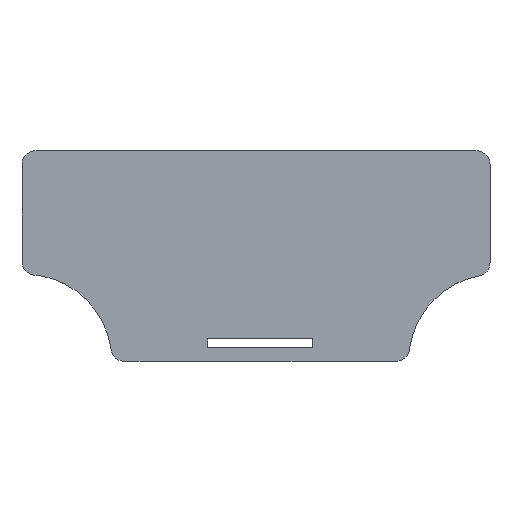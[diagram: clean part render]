
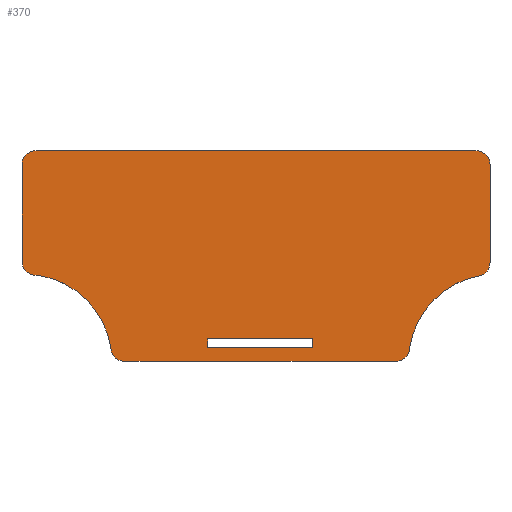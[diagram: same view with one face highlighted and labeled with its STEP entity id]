
A CAD part, top view. The second image highlights one B-rep face of the part: STEP entity #370.
In plain terms, the highlighted planar face has unit normal (0, 0, 1).
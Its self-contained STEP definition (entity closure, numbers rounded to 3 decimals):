
#16=FACE_BOUND('',#71,.T.);
#18=CIRCLE('',#397,5.);
#26=CIRCLE('',#407,5.);
#27=CIRCLE('',#410,31.);
#28=CIRCLE('',#412,31.);
#29=CIRCLE('',#414,5.);
#30=CIRCLE('',#417,5.);
#31=CIRCLE('',#418,5.);
#32=CIRCLE('',#419,5.);
#50=FACE_OUTER_BOUND('',#70,.T.);
#70=EDGE_LOOP('',(#296,#297,#298,#299,#300,#301,#302,#303,#304,#305,#306,
#307,#308,#309));
#71=EDGE_LOOP('',(#310,#311,#312,#313));
#83=LINE('',#546,#120);
#98=LINE('',#596,#135);
#99=LINE('',#597,#136);
#104=LINE('',#614,#141);
#106=LINE('',#620,#143);
#107=LINE('',#623,#144);
#108=LINE('',#626,#145);
#109=LINE('',#628,#146);
#110=LINE('',#630,#147);
#111=LINE('',#631,#148);
#120=VECTOR('',#435,10.);
#135=VECTOR('',#478,10.);
#136=VECTOR('',#479,10.);
#141=VECTOR('',#498,10.);
#143=VECTOR('',#504,10.);
#144=VECTOR('',#507,10.);
#145=VECTOR('',#510,10.);
#146=VECTOR('',#511,10.);
#147=VECTOR('',#512,10.);
#148=VECTOR('',#513,10.);
#157=VERTEX_POINT('',#543);
#158=VERTEX_POINT('',#545);
#161=VERTEX_POINT('',#552);
#162=VERTEX_POINT('',#554);
#177=VERTEX_POINT('',#589);
#178=VERTEX_POINT('',#590);
#179=VERTEX_POINT('',#595);
#180=VERTEX_POINT('',#599);
#181=VERTEX_POINT('',#603);
#182=VERTEX_POINT('',#607);
#183=VERTEX_POINT('',#609);
#184=VERTEX_POINT('',#613);
#185=VERTEX_POINT('',#617);
#186=VERTEX_POINT('',#619);
#187=VERTEX_POINT('',#622);
#188=VERTEX_POINT('',#624);
#189=VERTEX_POINT('',#627);
#190=VERTEX_POINT('',#629);
#193=EDGE_CURVE('',#158,#157,#83,.T.);
#197=EDGE_CURVE('',#161,#162,#18,.T.);
#215=EDGE_CURVE('',#177,#178,#26,.T.);
#218=EDGE_CURVE('',#178,#179,#98,.T.);
#219=EDGE_CURVE('',#179,#161,#99,.T.);
#220=EDGE_CURVE('',#180,#162,#27,.T.);
#223=EDGE_CURVE('',#177,#181,#28,.T.);
#225=EDGE_CURVE('',#182,#183,#29,.T.);
#227=EDGE_CURVE('',#184,#183,#104,.T.);
#229=EDGE_CURVE('',#185,#181,#30,.T.);
#230=EDGE_CURVE('',#186,#185,#106,.T.);
#231=EDGE_CURVE('',#184,#186,#31,.T.);
#232=EDGE_CURVE('',#187,#182,#107,.T.);
#233=EDGE_CURVE('',#188,#187,#32,.T.);
#234=EDGE_CURVE('',#180,#188,#108,.T.);
#235=EDGE_CURVE('',#157,#189,#109,.T.);
#236=EDGE_CURVE('',#190,#189,#110,.T.);
#237=EDGE_CURVE('',#190,#158,#111,.T.);
#296=ORIENTED_EDGE('',*,*,#218,.F.);
#297=ORIENTED_EDGE('',*,*,#215,.F.);
#298=ORIENTED_EDGE('',*,*,#223,.T.);
#299=ORIENTED_EDGE('',*,*,#229,.F.);
#300=ORIENTED_EDGE('',*,*,#230,.F.);
#301=ORIENTED_EDGE('',*,*,#231,.F.);
#302=ORIENTED_EDGE('',*,*,#227,.T.);
#303=ORIENTED_EDGE('',*,*,#225,.F.);
#304=ORIENTED_EDGE('',*,*,#232,.F.);
#305=ORIENTED_EDGE('',*,*,#233,.F.);
#306=ORIENTED_EDGE('',*,*,#234,.F.);
#307=ORIENTED_EDGE('',*,*,#220,.T.);
#308=ORIENTED_EDGE('',*,*,#197,.F.);
#309=ORIENTED_EDGE('',*,*,#219,.F.);
#310=ORIENTED_EDGE('',*,*,#193,.T.);
#311=ORIENTED_EDGE('',*,*,#235,.T.);
#312=ORIENTED_EDGE('',*,*,#236,.F.);
#313=ORIENTED_EDGE('',*,*,#237,.T.);
#354=PLANE('',#416);
#370=ADVANCED_FACE('',(#50,#16),#354,.T.);
#397=AXIS2_PLACEMENT_3D('',#555,#442,#443);
#407=AXIS2_PLACEMENT_3D('',#591,#472,#473);
#410=AXIS2_PLACEMENT_3D('',#600,#482,#483);
#412=AXIS2_PLACEMENT_3D('',#605,#488,#489);
#414=AXIS2_PLACEMENT_3D('',#610,#493,#494);
#416=AXIS2_PLACEMENT_3D('',#616,#500,#501);
#417=AXIS2_PLACEMENT_3D('',#618,#502,#503);
#418=AXIS2_PLACEMENT_3D('',#621,#505,#506);
#419=AXIS2_PLACEMENT_3D('',#625,#508,#509);
#435=DIRECTION('',(-1.,0.,0.));
#442=DIRECTION('center_axis',(0.,0.,-1.));
#443=DIRECTION('ref_axis',(-0.707,-0.707,0.));
#472=DIRECTION('center_axis',(0.,0.,-1.));
#473=DIRECTION('ref_axis',(0.707,-0.707,0.));
#478=DIRECTION('',(-1.,0.,0.));
#479=DIRECTION('',(-1.,0.,0.));
#482=DIRECTION('center_axis',(0.,0.,-1.));
#483=DIRECTION('ref_axis',(-1.,0.,0.));
#488=DIRECTION('center_axis',(0.,0.,-1.));
#489=DIRECTION('ref_axis',(-1.,0.,0.));
#493=DIRECTION('center_axis',(0.,0.,-1.));
#494=DIRECTION('ref_axis',(-0.707,0.707,0.));
#498=DIRECTION('',(-1.,0.,0.));
#500=DIRECTION('center_axis',(0.,0.,1.));
#501=DIRECTION('ref_axis',(1.,0.,0.));
#502=DIRECTION('center_axis',(0.,0.,-1.));
#503=DIRECTION('ref_axis',(0.4,-0.917,0.));
#504=DIRECTION('',(0.,-1.,0.));
#505=DIRECTION('center_axis',(0.,0.,-1.));
#506=DIRECTION('ref_axis',(0.707,0.707,0.));
#507=DIRECTION('',(0.,1.,0.));
#508=DIRECTION('center_axis',(0.,0.,-1.));
#509=DIRECTION('ref_axis',(-0.707,-0.707,0.));
#510=DIRECTION('',(-1.,0.,0.));
#511=DIRECTION('',(0.,1.,0.));
#512=DIRECTION('',(-1.,0.,0.));
#513=DIRECTION('',(0.,-1.,0.));
#543=CARTESIAN_POINT('',(60.,-62.,15.02));
#545=CARTESIAN_POINT('',(97.46,-62.,15.02));
#546=CARTESIAN_POINT('',(60.,-62.,15.02));
#552=CARTESIAN_POINT('',(30.594,-67.,15.02));
#554=CARTESIAN_POINT('',(25.594,-62.,15.02));
#555=CARTESIAN_POINT('Origin',(30.594,-62.,15.02));
#589=CARTESIAN_POINT('',(131.866,-62.,15.02));
#590=CARTESIAN_POINT('',(126.866,-67.,15.02));
#591=CARTESIAN_POINT('Origin',(126.866,-62.,15.02));
#595=CARTESIAN_POINT('',(60.,-67.,15.02));
#596=CARTESIAN_POINT('',(157.46,-67.,15.02));
#597=CARTESIAN_POINT('',(157.46,-67.,15.02));
#599=CARTESIAN_POINT('',(0.,-36.406,15.02));
#600=CARTESIAN_POINT('Origin',(-5.,-67.,15.02));
#603=CARTESIAN_POINT('',(157.46,-36.406,15.02));
#605=CARTESIAN_POINT('Origin',(162.46,-67.,15.02));
#607=CARTESIAN_POINT('',(-6.,3.,15.02));
#609=CARTESIAN_POINT('',(-1.,8.,15.02));
#610=CARTESIAN_POINT('Origin',(-1.,3.,15.02));
#613=CARTESIAN_POINT('',(155.46,8.,15.02));
#614=CARTESIAN_POINT('',(0.,8.,15.02));
#616=CARTESIAN_POINT('Origin',(78.73,-17.,15.02));
#617=CARTESIAN_POINT('',(160.46,-31.823,15.02));
#618=CARTESIAN_POINT('Origin',(155.46,-31.823,15.02));
#619=CARTESIAN_POINT('',(160.46,3.,15.02));
#620=CARTESIAN_POINT('',(160.46,-42.,15.02));
#621=CARTESIAN_POINT('Origin',(155.46,3.,15.02));
#622=CARTESIAN_POINT('',(-6.,-31.406,15.02));
#623=CARTESIAN_POINT('',(-6.,-42.,15.02));
#624=CARTESIAN_POINT('',(-1.,-36.406,15.02));
#625=CARTESIAN_POINT('Origin',(-1.,-31.406,15.02));
#626=CARTESIAN_POINT('',(0.,-36.406,15.02));
#627=CARTESIAN_POINT('',(60.,-59.,15.02));
#628=CARTESIAN_POINT('',(60.,-33.,15.02));
#629=CARTESIAN_POINT('',(97.46,-59.,15.02));
#630=CARTESIAN_POINT('',(88.095,-59.,15.02));
#631=CARTESIAN_POINT('',(97.46,-34.5,15.02));
